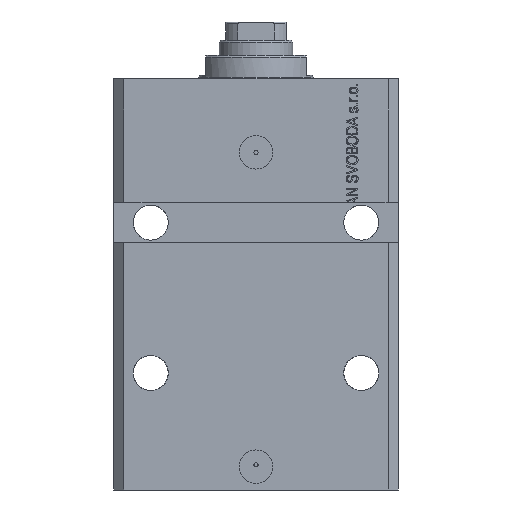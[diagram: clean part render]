
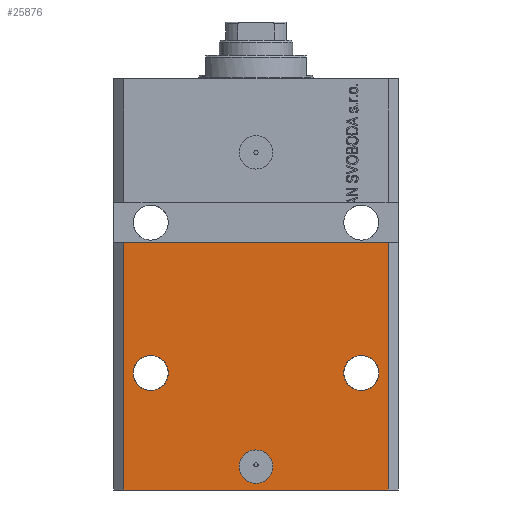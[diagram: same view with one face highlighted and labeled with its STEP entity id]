
A CAD part, front view. The second image highlights one B-rep face of the part: STEP entity #25876.
In plain terms, the highlighted planar face has unit normal (0, -1, 0).
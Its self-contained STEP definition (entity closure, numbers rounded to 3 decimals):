
#316 = CIRCLE ( 'NONE', #29434, 5.25 ) ;
#539 = CARTESIAN_POINT ( 'NONE',  ( 31.5, -31.5, -88. ) ) ;
#1457 = ORIENTED_EDGE ( 'NONE', *, *, #32654, .T. ) ;
#2680 = VECTOR ( 'NONE', #36437, 1000. ) ;
#3485 = CARTESIAN_POINT ( 'NONE',  ( 0., -31.5, -116. ) ) ;
#3500 = AXIS2_PLACEMENT_3D ( 'NONE', #47993, #32035, #10376 ) ;
#3611 = ORIENTED_EDGE ( 'NONE', *, *, #16227, .T. ) ;
#3882 = EDGE_CURVE ( 'NONE', #38944, #28139, #19772, .T. ) ;
#5890 = DIRECTION ( 'NONE',  ( 0., 0., -1. ) ) ;
#6645 = CARTESIAN_POINT ( 'NONE',  ( 26.25, -31.5, -88. ) ) ;
#6953 = CARTESIAN_POINT ( 'NONE',  ( -39.5, -31.5, -49. ) ) ;
#7260 = VERTEX_POINT ( 'NONE', #6645 ) ;
#7294 = ORIENTED_EDGE ( 'NONE', *, *, #13084, .F. ) ;
#7602 = CARTESIAN_POINT ( 'NONE',  ( 39.5, -31.5, -123. ) ) ;
#8858 = FACE_BOUND ( 'NONE', #35440, .T. ) ;
#9106 = PLANE ( 'NONE',  #26933 ) ;
#9569 = AXIS2_PLACEMENT_3D ( 'NONE', #3485, #44790, #28827 ) ;
#9736 = ORIENTED_EDGE ( 'NONE', *, *, #3882, .F. ) ;
#10032 = AXIS2_PLACEMENT_3D ( 'NONE', #25529, #39801, #32917 ) ;
#10376 = DIRECTION ( 'NONE',  ( 1., 0., 0. ) ) ;
#10498 = CARTESIAN_POINT ( 'NONE',  ( -31.5, -31.5, -88. ) ) ;
#11007 = CARTESIAN_POINT ( 'NONE',  ( 36.75, -31.5, -88. ) ) ;
#11204 = VERTEX_POINT ( 'NONE', #11007 ) ;
#11338 = VERTEX_POINT ( 'NONE', #45888 ) ;
#13084 = EDGE_CURVE ( 'NONE', #11204, #7260, #316, .T. ) ;
#13510 = CARTESIAN_POINT ( 'NONE',  ( -39.5, -31.5, -123. ) ) ;
#13697 = CIRCLE ( 'NONE', #41182, 5.25 ) ;
#13759 = FACE_BOUND ( 'NONE', #13926, .T. ) ;
#13847 = EDGE_CURVE ( 'NONE', #11338, #14540, #13697, .T. ) ;
#13926 = EDGE_LOOP ( 'NONE', ( #9736, #16623 ) ) ;
#14540 = VERTEX_POINT ( 'NONE', #46000 ) ;
#15323 = ORIENTED_EDGE ( 'NONE', *, *, #44495, .F. ) ;
#15533 = CIRCLE ( 'NONE', #10032, 5.25 ) ;
#15615 = LINE ( 'NONE', #45605, #21164 ) ;
#16227 = EDGE_CURVE ( 'NONE', #32337, #20437, #33457, .T. ) ;
#16623 = ORIENTED_EDGE ( 'NONE', *, *, #33355, .F. ) ;
#17323 = CARTESIAN_POINT ( 'NONE',  ( -39.5, -31.5, -123. ) ) ;
#17818 = CARTESIAN_POINT ( 'NONE',  ( -5., -31.5, -116. ) ) ;
#17882 = CIRCLE ( 'NONE', #34376, 5.25 ) ;
#17894 = EDGE_CURVE ( 'NONE', #32337, #23889, #15615, .T. ) ;
#19772 = CIRCLE ( 'NONE', #9569, 5. ) ;
#20082 = ORIENTED_EDGE ( 'NONE', *, *, #33070, .F. ) ;
#20437 = VERTEX_POINT ( 'NONE', #7602 ) ;
#21164 = VECTOR ( 'NONE', #45130, 1000. ) ;
#21247 = DIRECTION ( 'NONE',  ( 1., 0., 0. ) ) ;
#21544 = VECTOR ( 'NONE', #21247, 1000. ) ;
#22686 = CARTESIAN_POINT ( 'NONE',  ( -31.5, -31.5, -88. ) ) ;
#23889 = VERTEX_POINT ( 'NONE', #6953 ) ;
#25482 = DIRECTION ( 'NONE',  ( -1., 0., 0. ) ) ;
#25529 = CARTESIAN_POINT ( 'NONE',  ( 31.5, -31.5, -88. ) ) ;
#25703 = ORIENTED_EDGE ( 'NONE', *, *, #17894, .F. ) ;
#25876 = ADVANCED_FACE ( 'NONE', ( #13759, #8858, #43026, #31487 ), #9106, .T. ) ;
#26132 = ORIENTED_EDGE ( 'NONE', *, *, #44026, .F. ) ;
#26933 = AXIS2_PLACEMENT_3D ( 'NONE', #13510, #46466, #5890 ) ;
#27567 = DIRECTION ( 'NONE',  ( 1., 0., 0. ) ) ;
#28066 = EDGE_LOOP ( 'NONE', ( #20082, #25703, #3611, #1457 ) ) ;
#28139 = VERTEX_POINT ( 'NONE', #17818 ) ;
#28827 = DIRECTION ( 'NONE',  ( 1., 0., 0. ) ) ;
#28874 = CARTESIAN_POINT ( 'NONE',  ( -42.5, -31.5, -49. ) ) ;
#29178 = DIRECTION ( 'NONE',  ( 0., -1., 0. ) ) ;
#29434 = AXIS2_PLACEMENT_3D ( 'NONE', #539, #45774, #27567 ) ;
#30803 = DIRECTION ( 'NONE',  ( 0., -1., 0. ) ) ;
#31034 = CIRCLE ( 'NONE', #3500, 5. ) ;
#31487 = FACE_OUTER_BOUND ( 'NONE', #28066, .T. ) ;
#31785 = CARTESIAN_POINT ( 'NONE',  ( 39.5, -31.5, -123. ) ) ;
#32035 = DIRECTION ( 'NONE',  ( 0., -1., 0. ) ) ;
#32318 = LINE ( 'NONE', #28874, #21544 ) ;
#32337 = VERTEX_POINT ( 'NONE', #17323 ) ;
#32654 = EDGE_CURVE ( 'NONE', #20437, #36049, #36190, .T. ) ;
#32917 = DIRECTION ( 'NONE',  ( 1., 0., 0. ) ) ;
#33070 = EDGE_CURVE ( 'NONE', #23889, #36049, #32318, .T. ) ;
#33355 = EDGE_CURVE ( 'NONE', #28139, #38944, #31034, .T. ) ;
#33457 = LINE ( 'NONE', #36661, #39051 ) ;
#34376 = AXIS2_PLACEMENT_3D ( 'NONE', #22686, #30803, #41379 ) ;
#34413 = CARTESIAN_POINT ( 'NONE',  ( 5., -31.5, -116. ) ) ;
#35440 = EDGE_LOOP ( 'NONE', ( #7294, #15323 ) ) ;
#36049 = VERTEX_POINT ( 'NONE', #42068 ) ;
#36190 = LINE ( 'NONE', #31785, #2680 ) ;
#36437 = DIRECTION ( 'NONE',  ( 0., 0., 1. ) ) ;
#36661 = CARTESIAN_POINT ( 'NONE',  ( -39.5, -31.5, -123. ) ) ;
#38944 = VERTEX_POINT ( 'NONE', #34413 ) ;
#39051 = VECTOR ( 'NONE', #39857, 1000. ) ;
#39801 = DIRECTION ( 'NONE',  ( 0., -1., 0. ) ) ;
#39857 = DIRECTION ( 'NONE',  ( 1., 0., 0. ) ) ;
#40820 = EDGE_LOOP ( 'NONE', ( #46875, #26132 ) ) ;
#41182 = AXIS2_PLACEMENT_3D ( 'NONE', #10498, #29178, #25482 ) ;
#41379 = DIRECTION ( 'NONE',  ( -1., 0., 0. ) ) ;
#42068 = CARTESIAN_POINT ( 'NONE',  ( 39.5, -31.5, -49. ) ) ;
#43026 = FACE_BOUND ( 'NONE', #40820, .T. ) ;
#44026 = EDGE_CURVE ( 'NONE', #14540, #11338, #17882, .T. ) ;
#44495 = EDGE_CURVE ( 'NONE', #7260, #11204, #15533, .T. ) ;
#44790 = DIRECTION ( 'NONE',  ( 0., -1., 0. ) ) ;
#45130 = DIRECTION ( 'NONE',  ( 0., 0., 1. ) ) ;
#45605 = CARTESIAN_POINT ( 'NONE',  ( -39.5, -31.5, -123. ) ) ;
#45774 = DIRECTION ( 'NONE',  ( 0., -1., 0. ) ) ;
#45888 = CARTESIAN_POINT ( 'NONE',  ( -26.25, -31.5, -88. ) ) ;
#46000 = CARTESIAN_POINT ( 'NONE',  ( -36.75, -31.5, -88. ) ) ;
#46466 = DIRECTION ( 'NONE',  ( 0., -1., 0. ) ) ;
#46875 = ORIENTED_EDGE ( 'NONE', *, *, #13847, .F. ) ;
#47993 = CARTESIAN_POINT ( 'NONE',  ( 0., -31.5, -116. ) ) ;
